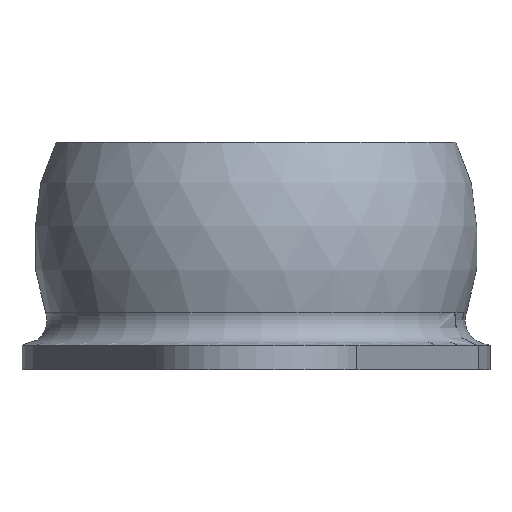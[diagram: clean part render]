
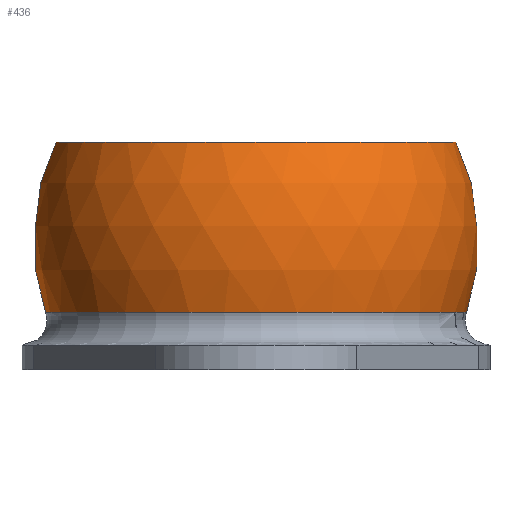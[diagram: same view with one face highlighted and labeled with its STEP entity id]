
A CAD part, front view. The second image highlights one B-rep face of the part: STEP entity #436.
In plain terms, the highlighted spherical face has radius 14.283 mm.
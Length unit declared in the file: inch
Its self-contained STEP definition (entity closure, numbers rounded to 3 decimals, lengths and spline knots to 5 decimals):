
#15=SPHERICAL_SURFACE($,#502,0.56234);
#24=FACE_BOUND($,#139,.T.);
#103=FACE_OUTER_BOUND($,#138,.T.);
#138=EDGE_LOOP($,(#382));
#139=EDGE_LOOP($,(#383));
#181=CIRCLE($,#497,0.53202);
#183=CIRCLE($,#501,0.50481);
#221=VERTEX_POINT($,#780);
#223=VERTEX_POINT($,#786);
#279=EDGE_CURVE($,#221,#221,#181,.T.);
#281=EDGE_CURVE($,#223,#223,#183,.T.);
#382=ORIENTED_EDGE($,*,*,#279,.F.);
#383=ORIENTED_EDGE($,*,*,#281,.T.);
#436=ADVANCED_FACE($,(#103,#24),#15,.T.);
#497=AXIS2_PLACEMENT_3D($,#781,#631,#632);
#501=AXIS2_PLACEMENT_3D($,#787,#639,#640);
#502=AXIS2_PLACEMENT_3D($,#788,#641,#642);
#631=DIRECTION('center_axis',(0.,0.,-1.));
#632=DIRECTION('ref_axis',(0.,1.,0.));
#639=DIRECTION('center_axis',(0.,0.,-1.));
#640=DIRECTION('ref_axis',(0.,1.,0.));
#641=DIRECTION('center_axis',(0.,0.,1.));
#642=DIRECTION('ref_axis',(1.,0.,0.));
#780=CARTESIAN_POINT('',(0.,1.40702,0.08275));
#781=CARTESIAN_POINT('Origin',(0.,0.875,0.08275));
#786=CARTESIAN_POINT('',(0.,1.37981,0.51268));
#787=CARTESIAN_POINT('Origin',(0.,0.875,0.51268));
#788=CARTESIAN_POINT('Origin',(0.,0.875,0.26491));
